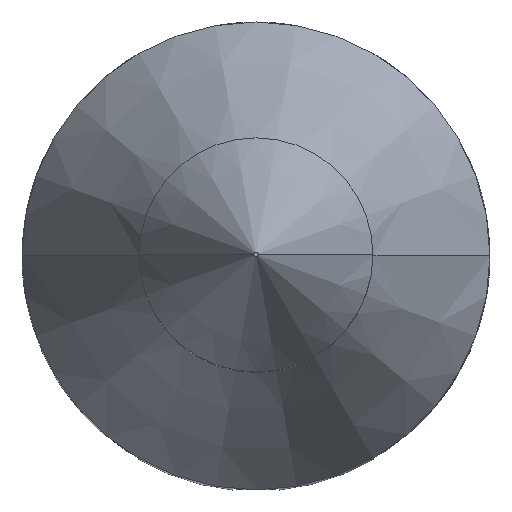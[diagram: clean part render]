
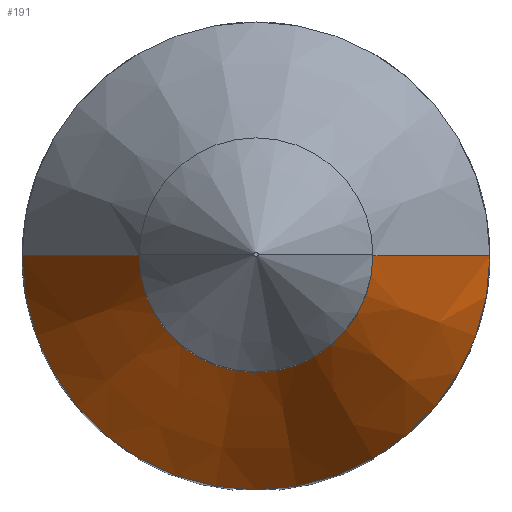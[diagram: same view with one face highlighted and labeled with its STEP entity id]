
A CAD part, top view. The second image highlights one B-rep face of the part: STEP entity #191.
In plain terms, the highlighted conical face has half-angle 26.565 degrees and reference radius 2.5 mm.
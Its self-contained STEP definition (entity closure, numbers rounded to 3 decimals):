
#11 = ORIENTED_EDGE ( 'NONE', *, *, #1417, .T. ) ;
#48 = DIRECTION ( 'NONE',  ( 0.447, 0., -0.894 ) ) ;
#71 = AXIS2_PLACEMENT_3D ( 'NONE', #1419, #913, #659 ) ;
#85 = VECTOR ( 'NONE', #1578, 1000. ) ;
#106 = AXIS2_PLACEMENT_3D ( 'NONE', #639, #1684, #518 ) ;
#115 = EDGE_CURVE ( 'NONE', #971, #479, #116, .T. ) ;
#116 = CIRCLE ( 'NONE', #106, 2.5 ) ;
#191 = ADVANCED_FACE ( 'NONE', ( #1622 ), #1262, .T. ) ;
#210 = EDGE_CURVE ( 'NONE', #971, #503, #532, .T. ) ;
#221 = CARTESIAN_POINT ( 'NONE',  ( 2.5, 0., 21. ) ) ;
#231 = VERTEX_POINT ( 'NONE', #1054 ) ;
#447 = CARTESIAN_POINT ( 'NONE',  ( 2.5, 0., 21. ) ) ;
#479 = VERTEX_POINT ( 'NONE', #221 ) ;
#503 = VERTEX_POINT ( 'NONE', #1373 ) ;
#509 = AXIS2_PLACEMENT_3D ( 'NONE', #911, #672, #1464 ) ;
#518 = DIRECTION ( 'NONE',  ( 1., 0., 0. ) ) ;
#532 = LINE ( 'NONE', #548, #85 ) ;
#548 = CARTESIAN_POINT ( 'NONE',  ( -2.5, 0., 21. ) ) ;
#576 = CARTESIAN_POINT ( 'NONE',  ( -2.5, 0., 21. ) ) ;
#595 = EDGE_LOOP ( 'NONE', ( #1412, #1238, #1069, #11 ) ) ;
#639 = CARTESIAN_POINT ( 'NONE',  ( 0., 0., 21. ) ) ;
#659 = DIRECTION ( 'NONE',  ( -1., 0., 0. ) ) ;
#672 = DIRECTION ( 'NONE',  ( 0., 0., -1. ) ) ;
#741 = EDGE_CURVE ( 'NONE', #479, #231, #1060, .T. ) ;
#911 = CARTESIAN_POINT ( 'NONE',  ( 0., 0., 21. ) ) ;
#913 = DIRECTION ( 'NONE',  ( 0., 0., 1. ) ) ;
#971 = VERTEX_POINT ( 'NONE', #576 ) ;
#1054 = CARTESIAN_POINT ( 'NONE',  ( 5., 0., 16. ) ) ;
#1060 = LINE ( 'NONE', #447, #1371 ) ;
#1069 = ORIENTED_EDGE ( 'NONE', *, *, #210, .T. ) ;
#1238 = ORIENTED_EDGE ( 'NONE', *, *, #115, .F. ) ;
#1262 = CONICAL_SURFACE ( 'NONE', #509, 2.5, 0.464 ) ;
#1319 = CIRCLE ( 'NONE', #71, 5. ) ;
#1371 = VECTOR ( 'NONE', #48, 1000. ) ;
#1373 = CARTESIAN_POINT ( 'NONE',  ( -5., 0., 16. ) ) ;
#1412 = ORIENTED_EDGE ( 'NONE', *, *, #741, .F. ) ;
#1417 = EDGE_CURVE ( 'NONE', #503, #231, #1319, .T. ) ;
#1419 = CARTESIAN_POINT ( 'NONE',  ( 0., 0., 16. ) ) ;
#1464 = DIRECTION ( 'NONE',  ( -1., 0., 0. ) ) ;
#1578 = DIRECTION ( 'NONE',  ( -0.447, 0., -0.894 ) ) ;
#1622 = FACE_OUTER_BOUND ( 'NONE', #595, .T. ) ;
#1684 = DIRECTION ( 'NONE',  ( 0., 0., 1. ) ) ;
